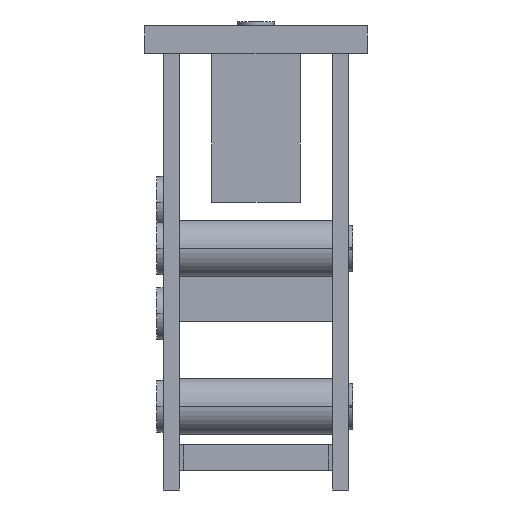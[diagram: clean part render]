
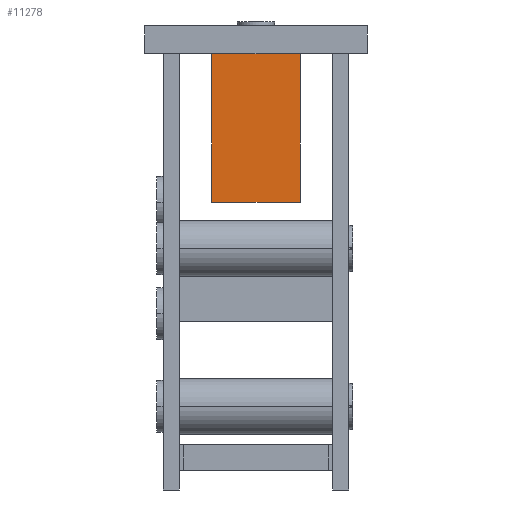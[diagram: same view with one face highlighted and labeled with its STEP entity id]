
A CAD part, front view. The second image highlights one B-rep face of the part: STEP entity #11278.
In plain terms, the highlighted planar face has unit normal (0, -1, 0).
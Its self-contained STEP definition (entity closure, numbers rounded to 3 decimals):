
#516 = DIRECTION ( 'NONE',  ( 1., 0., 0. ) ) ;
#740 = VECTOR ( 'NONE', #516, 1000. ) ;
#1226 = VECTOR ( 'NONE', #13713, 1000. ) ;
#1227 = CARTESIAN_POINT ( 'NONE',  ( -4.75, -2.25, 3. ) ) ;
#1669 = EDGE_CURVE ( 'NONE', #4817, #5275, #3070, .T. ) ;
#2491 = DIRECTION ( 'NONE',  ( 0., 0., -1. ) ) ;
#3070 = LINE ( 'NONE', #4598, #740 ) ;
#3965 = DIRECTION ( 'NONE',  ( -1., 0., 0. ) ) ;
#4598 = CARTESIAN_POINT ( 'NONE',  ( -4.75, -2.25, 3. ) ) ;
#4817 = VERTEX_POINT ( 'NONE', #6727 ) ;
#4839 = LINE ( 'NONE', #13651, #1226 ) ;
#5197 = AXIS2_PLACEMENT_3D ( 'NONE', #1227, #10733, #3965 ) ;
#5275 = VERTEX_POINT ( 'NONE', #15948 ) ;
#5284 = ORIENTED_EDGE ( 'NONE', *, *, #1669, .F. ) ;
#6597 = CARTESIAN_POINT ( 'NONE',  ( -4.75, -2.25, 3. ) ) ;
#6677 = LINE ( 'NONE', #8875, #10309 ) ;
#6727 = CARTESIAN_POINT ( 'NONE',  ( -4.75, -2.25, 3. ) ) ;
#7309 = DIRECTION ( 'NONE',  ( 0., 0., -1. ) ) ;
#7573 = ORIENTED_EDGE ( 'NONE', *, *, #14490, .T. ) ;
#7584 = ORIENTED_EDGE ( 'NONE', *, *, #10633, .T. ) ;
#7702 = CARTESIAN_POINT ( 'NONE',  ( -4.75, -2.25, -16. ) ) ;
#8398 = EDGE_CURVE ( 'NONE', #5275, #8667, #6677, .T. ) ;
#8667 = VERTEX_POINT ( 'NONE', #14755 ) ;
#8875 = CARTESIAN_POINT ( 'NONE',  ( 4.75, -2.25, 3. ) ) ;
#10309 = VECTOR ( 'NONE', #7309, 1000. ) ;
#10633 = EDGE_CURVE ( 'NONE', #4817, #17622, #14545, .T. ) ;
#10733 = DIRECTION ( 'NONE',  ( 0., 1., 0. ) ) ;
#11278 = ADVANCED_FACE ( 'NONE', ( #17282 ), #17334, .F. ) ;
#12027 = ORIENTED_EDGE ( 'NONE', *, *, #8398, .F. ) ;
#13651 = CARTESIAN_POINT ( 'NONE',  ( -4.75, -2.25, -16. ) ) ;
#13713 = DIRECTION ( 'NONE',  ( 1., 0., 0. ) ) ;
#14490 = EDGE_CURVE ( 'NONE', #17622, #8667, #4839, .T. ) ;
#14545 = LINE ( 'NONE', #6597, #17294 ) ;
#14755 = CARTESIAN_POINT ( 'NONE',  ( 4.75, -2.25, -16. ) ) ;
#15948 = CARTESIAN_POINT ( 'NONE',  ( 4.75, -2.25, 3. ) ) ;
#16499 = EDGE_LOOP ( 'NONE', ( #7573, #12027, #5284, #7584 ) ) ;
#17282 = FACE_OUTER_BOUND ( 'NONE', #16499, .T. ) ;
#17294 = VECTOR ( 'NONE', #2491, 1000. ) ;
#17334 = PLANE ( 'NONE',  #5197 ) ;
#17622 = VERTEX_POINT ( 'NONE', #7702 ) ;
